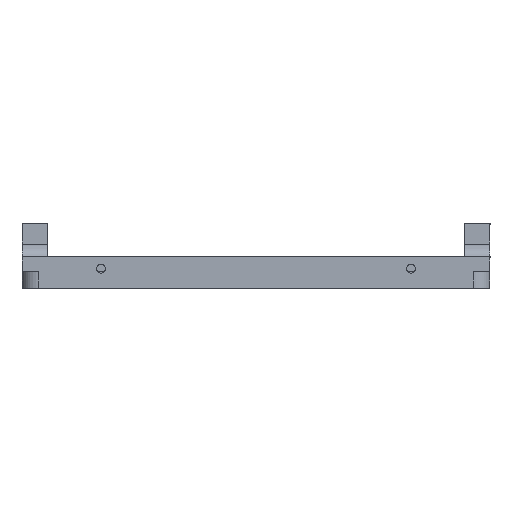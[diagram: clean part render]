
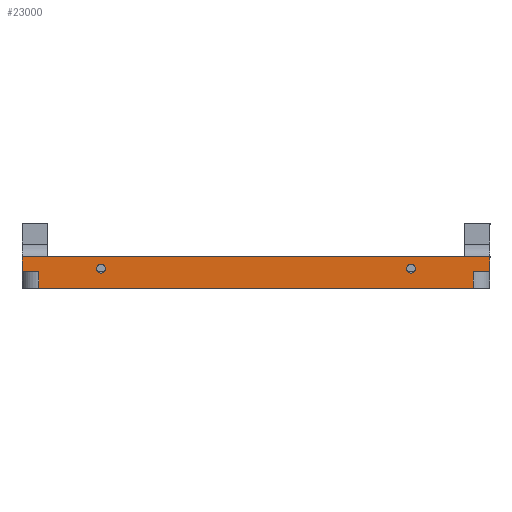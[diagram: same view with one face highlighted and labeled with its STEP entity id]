
A CAD part, front view. The second image highlights one B-rep face of the part: STEP entity #23000.
In plain terms, the highlighted planar face has unit normal (0, -1, 0).
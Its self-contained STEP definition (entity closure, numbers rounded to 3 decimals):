
#300 = DIRECTION ( 'NONE',  ( 0., -1., 0. ) ) ;
#504 = EDGE_CURVE ( 'NONE', #11064, #7874, #21982, .T. ) ;
#684 = CARTESIAN_POINT ( 'NONE',  ( 0., -163.75, 2.6 ) ) ;
#742 = VECTOR ( 'NONE', #7528, 1000. ) ;
#986 = LINE ( 'NONE', #30213, #11831 ) ;
#2116 = CARTESIAN_POINT ( 'NONE',  ( 27.5, -163.75, 0.5 ) ) ;
#2280 = VERTEX_POINT ( 'NONE', #6253 ) ;
#2690 = ORIENTED_EDGE ( 'NONE', *, *, #6753, .F. ) ;
#4144 = CARTESIAN_POINT ( 'NONE',  ( -27.5, -163.75, -0.3 ) ) ;
#4518 = DIRECTION ( 'NONE',  ( -1., 0., 0. ) ) ;
#5130 = VECTOR ( 'NONE', #8755, 1000. ) ;
#5430 = LINE ( 'NONE', #684, #5130 ) ;
#5601 = CARTESIAN_POINT ( 'NONE',  ( 0., -163.75, 0. ) ) ;
#5938 = DIRECTION ( 'NONE',  ( -1., 0., 0. ) ) ;
#6253 = CARTESIAN_POINT ( 'NONE',  ( 41.5, -163.75, 0. ) ) ;
#6753 = EDGE_CURVE ( 'NONE', #18141, #20225, #16059, .T. ) ;
#6912 = CARTESIAN_POINT ( 'NONE',  ( 0., -163.75, -3. ) ) ;
#7211 = CARTESIAN_POINT ( 'NONE',  ( -27.5, -163.75, 0.5 ) ) ;
#7528 = DIRECTION ( 'NONE',  ( 0., 0., -1. ) ) ;
#7560 = CARTESIAN_POINT ( 'NONE',  ( -41.5, -163.75, 0. ) ) ;
#7570 = LINE ( 'NONE', #9519, #17541 ) ;
#7851 = DIRECTION ( 'NONE',  ( 0., 0., 1. ) ) ;
#7874 = VERTEX_POINT ( 'NONE', #7560 ) ;
#8050 = ORIENTED_EDGE ( 'NONE', *, *, #504, .F. ) ;
#8082 = CARTESIAN_POINT ( 'NONE',  ( -41.5, -163.75, 2.6 ) ) ;
#8246 = DIRECTION ( 'NONE',  ( 0., -1., 0. ) ) ;
#8755 = DIRECTION ( 'NONE',  ( -1., 0., 0. ) ) ;
#8872 = ORIENTED_EDGE ( 'NONE', *, *, #19531, .F. ) ;
#8984 = EDGE_CURVE ( 'NONE', #34690, #10480, #29357, .T. ) ;
#9519 = CARTESIAN_POINT ( 'NONE',  ( -41.5, -163.75, 2.6 ) ) ;
#10224 = DIRECTION ( 'NONE',  ( 0., 0., -1. ) ) ;
#10480 = VERTEX_POINT ( 'NONE', #4144 ) ;
#10495 = DIRECTION ( 'NONE',  ( 0., -1., 0. ) ) ;
#11064 = VERTEX_POINT ( 'NONE', #29921 ) ;
#11090 = ORIENTED_EDGE ( 'NONE', *, *, #14042, .F. ) ;
#11347 = CIRCLE ( 'NONE', #19208, 0.8 ) ;
#11728 = DIRECTION ( 'NONE',  ( 0., 0., 1. ) ) ;
#11831 = VECTOR ( 'NONE', #11728, 1000. ) ;
#11898 = CARTESIAN_POINT ( 'NONE',  ( 38.5, -163.75, -3. ) ) ;
#12035 = EDGE_LOOP ( 'NONE', ( #8872, #34087 ) ) ;
#12170 = ORIENTED_EDGE ( 'NONE', *, *, #25779, .F. ) ;
#12447 = CARTESIAN_POINT ( 'NONE',  ( 0., -163.75, 0. ) ) ;
#12653 = LINE ( 'NONE', #34782, #19629 ) ;
#12866 = DIRECTION ( 'NONE',  ( 0., -1., 0. ) ) ;
#12989 = ORIENTED_EDGE ( 'NONE', *, *, #21556, .T. ) ;
#13235 = AXIS2_PLACEMENT_3D ( 'NONE', #2116, #12866, #10224 ) ;
#13364 = CARTESIAN_POINT ( 'NONE',  ( 27.5, -163.75, 0.5 ) ) ;
#14042 = EDGE_CURVE ( 'NONE', #18102, #11064, #12653, .T. ) ;
#14301 = EDGE_LOOP ( 'NONE', ( #12170, #2690 ) ) ;
#14521 = ORIENTED_EDGE ( 'NONE', *, *, #19415, .F. ) ;
#14704 = VECTOR ( 'NONE', #4518, 1000. ) ;
#15085 = EDGE_CURVE ( 'NONE', #29375, #20522, #986, .T. ) ;
#15326 = DIRECTION ( 'NONE',  ( 0., 0., -1. ) ) ;
#15722 = CARTESIAN_POINT ( 'NONE',  ( 41.5, -163.75, 2.6 ) ) ;
#16059 = CIRCLE ( 'NONE', #13235, 0.8 ) ;
#16483 = CARTESIAN_POINT ( 'NONE',  ( -27.5, -163.75, 0.5 ) ) ;
#16654 = PLANE ( 'NONE',  #32364 ) ;
#16839 = VECTOR ( 'NONE', #28552, 1000. ) ;
#17541 = VECTOR ( 'NONE', #18142, 1000. ) ;
#17930 = CIRCLE ( 'NONE', #25835, 0.8 ) ;
#17964 = VECTOR ( 'NONE', #5938, 1000. ) ;
#18102 = VERTEX_POINT ( 'NONE', #24796 ) ;
#18141 = VERTEX_POINT ( 'NONE', #22148 ) ;
#18142 = DIRECTION ( 'NONE',  ( 0., 0., -1. ) ) ;
#18268 = LINE ( 'NONE', #21612, #742 ) ;
#18336 = CARTESIAN_POINT ( 'NONE',  ( 27.5, -163.75, -0.3 ) ) ;
#18953 = FACE_BOUND ( 'NONE', #12035, .T. ) ;
#19208 = AXIS2_PLACEMENT_3D ( 'NONE', #16483, #10495, #26878 ) ;
#19226 = VERTEX_POINT ( 'NONE', #8082 ) ;
#19415 = EDGE_CURVE ( 'NONE', #2280, #20522, #21063, .T. ) ;
#19531 = EDGE_CURVE ( 'NONE', #10480, #34690, #11347, .T. ) ;
#19629 = VECTOR ( 'NONE', #7851, 1000. ) ;
#20225 = VERTEX_POINT ( 'NONE', #18336 ) ;
#20522 = VERTEX_POINT ( 'NONE', #23715 ) ;
#20954 = ORIENTED_EDGE ( 'NONE', *, *, #30875, .F. ) ;
#21063 = LINE ( 'NONE', #12447, #14704 ) ;
#21108 = DIRECTION ( 'NONE',  ( 0., 0., -1. ) ) ;
#21556 = EDGE_CURVE ( 'NONE', #29903, #19226, #5430, .T. ) ;
#21612 = CARTESIAN_POINT ( 'NONE',  ( 41.5, -163.75, 2.6 ) ) ;
#21774 = FACE_BOUND ( 'NONE', #14301, .T. ) ;
#21982 = LINE ( 'NONE', #5601, #17964 ) ;
#22148 = CARTESIAN_POINT ( 'NONE',  ( 27.5, -163.75, 1.3 ) ) ;
#22492 = ORIENTED_EDGE ( 'NONE', *, *, #27868, .F. ) ;
#23000 = ADVANCED_FACE ( 'NONE', ( #18953, #21774, #24775 ), #16654, .T. ) ;
#23114 = LINE ( 'NONE', #6912, #16839 ) ;
#23715 = CARTESIAN_POINT ( 'NONE',  ( 38.5, -163.75, 0. ) ) ;
#24427 = DIRECTION ( 'NONE',  ( 0., 0., -1. ) ) ;
#24775 = FACE_OUTER_BOUND ( 'NONE', #33409, .T. ) ;
#24796 = CARTESIAN_POINT ( 'NONE',  ( -38.5, -163.75, -3. ) ) ;
#25125 = ORIENTED_EDGE ( 'NONE', *, *, #30346, .T. ) ;
#25779 = EDGE_CURVE ( 'NONE', #20225, #18141, #17930, .T. ) ;
#25835 = AXIS2_PLACEMENT_3D ( 'NONE', #13364, #8246, #21108 ) ;
#26878 = DIRECTION ( 'NONE',  ( 0., 0., -1. ) ) ;
#27785 = CARTESIAN_POINT ( 'NONE',  ( -27.5, -163.75, 1.3 ) ) ;
#27868 = EDGE_CURVE ( 'NONE', #29375, #18102, #23114, .T. ) ;
#28552 = DIRECTION ( 'NONE',  ( -1., 0., 0. ) ) ;
#28870 = DIRECTION ( 'NONE',  ( 0., -1., 0. ) ) ;
#29357 = CIRCLE ( 'NONE', #29909, 0.8 ) ;
#29375 = VERTEX_POINT ( 'NONE', #11898 ) ;
#29865 = CARTESIAN_POINT ( 'NONE',  ( 0., -163.75, 2.6 ) ) ;
#29903 = VERTEX_POINT ( 'NONE', #15722 ) ;
#29909 = AXIS2_PLACEMENT_3D ( 'NONE', #7211, #28870, #15326 ) ;
#29921 = CARTESIAN_POINT ( 'NONE',  ( -38.5, -163.75, 0. ) ) ;
#30213 = CARTESIAN_POINT ( 'NONE',  ( 38.5, -163.75, -3. ) ) ;
#30346 = EDGE_CURVE ( 'NONE', #19226, #7874, #7570, .T. ) ;
#30875 = EDGE_CURVE ( 'NONE', #29903, #2280, #18268, .T. ) ;
#32364 = AXIS2_PLACEMENT_3D ( 'NONE', #29865, #300, #24427 ) ;
#33409 = EDGE_LOOP ( 'NONE', ( #14521, #20954, #12989, #25125, #8050, #11090, #22492, #34597 ) ) ;
#34087 = ORIENTED_EDGE ( 'NONE', *, *, #8984, .F. ) ;
#34597 = ORIENTED_EDGE ( 'NONE', *, *, #15085, .T. ) ;
#34690 = VERTEX_POINT ( 'NONE', #27785 ) ;
#34782 = CARTESIAN_POINT ( 'NONE',  ( -38.5, -163.75, -3. ) ) ;
